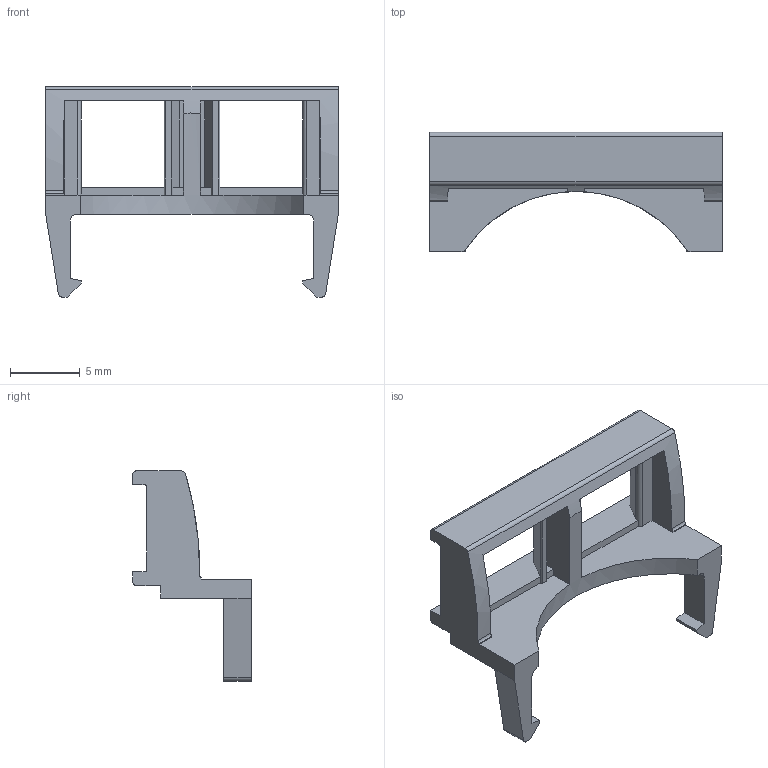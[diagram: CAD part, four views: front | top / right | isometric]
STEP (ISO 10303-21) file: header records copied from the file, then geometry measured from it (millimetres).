
FILE_DESCRIPTION(/* description */ ('STEP AP214'),/* implementation_level */ '2;1');
FILE_NAME(/* name */ '561115_VMPAL-ST-AP-20',/* time_stamp */ '2024-09-16T22:45:28+02:00',/* author */ ('License CC BY-ND 4.0'),/* organization */ ('CADENAS'),/* preprocessor_version */ 'ST-DEVELOPER v19.3',/* originating_system */ 'PARTsolutions',/* authorisation */ ' ');
FILE_SCHEMA (('AUTOMOTIVE_DESIGN {1 0 10303 214 3 1 1}'));
Length unit declared in the file: millimetre
Products named in the file (1): 561115 VMPAL-ST-AP-20
Bounding box: 20.9 x 8.5 x 15.03 mm (x, y, z)
Volume: 400.3 mm3; surface area: 858.4 mm2
Topology: 1 solids, 1 shells, 76 faces, 232 edges, 154 vertices
Faces by surface type: plane 55, cylinder 21
Entity records: 2628 total; most frequent: CARTESIAN_POINT 466, ORIENTED_EDGE 464, DIRECTION 434, EDGE_CURVE 232, LINE 182, VECTOR 182, VERTEX_POINT 154, AXIS2_PLACEMENT_3D 126
